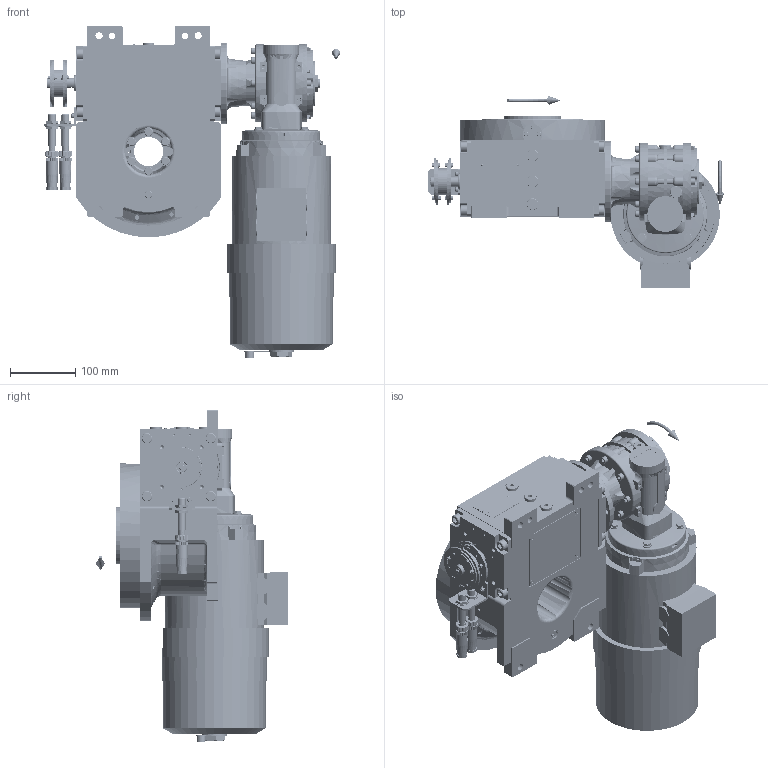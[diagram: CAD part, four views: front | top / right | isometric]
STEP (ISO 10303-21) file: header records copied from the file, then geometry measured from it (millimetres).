
FILE_DESCRIPTION (( 'STEP AP203' ), '1' );
FILE_NAME ('PC5201944.step', '2026-03-18T14:43:29', ( '' ), ( '' ), 'SwSTEP 2.0', 'SolidWorks 2020', '' );
FILE_SCHEMA (( 'CONFIG_CONTROL_DESIGN' ));
Length unit declared in the file: millimetre
Products named in the file (91): AS_rig06_002_bl_001; freccia_angolare_albero; cfn2003_01_054; rig06_001_a; 900_38_30_003; rig06_016; cfn2000_01_184; cfn2115_02_165; cfn2000_01_103; RMI50_F1_LCB_SX_80B14; cfn2000_01_126; cfn2400_04_024; cfn2128_04_004; AS_rig06_017; rig06_002_bl_001; cfn2205_01_013; cfn2151_01_109; cfn2077_01_018; cfn2128_19_002; cfn2115_01_005; cfn2000_01_124; cfn2107_01_001; olio_agip_blasia_150; rig06_017; RIG06_021_AF0.stp; cfn2104_01_016; AS_cfn2400_04_024; cfn2476_01_002_60x46; rig06_004; cfn2158_01_011; rig06_071_10_m_asm.stp; CFN2000_01_185.stp; AS_rig06_016; rig06_003_10; AS_900_00_00_005; PC5201944; BA80B14; rig06_005_n_01; CFN2010_01_012.stp; CFN2223_01-570X6-B.stp ...
Assembly tree (87 placements, depth 5):
  cfn2115_02_165
  cfn2205_01_013
  cfn2151_01_109
  cfn2077_01_018
  olio_agip_blasia_150
Bounding box: 455.5 x 294.5 x 510.38 mm (x, y, z)
Volume: 9750867.4 mm3; surface area: 1253388 mm2
Topology: 75 solids, 75 shells, 6126 faces, 15600 edges, 9894 vertices
Faces by surface type: plane 2774, cylinder 2073, cone 1066, torus 187, bspline 20, sphere 6
Entity records: 176141 total; most frequent: CARTESIAN_POINT 47810, DIRECTION 24809, ORIENTED_EDGE 24792, EDGE_CURVE 12396, AXIS2_PLACEMENT_3D 9142, VERTEX_POINT 7948, LINE 6525, VECTOR 6525
